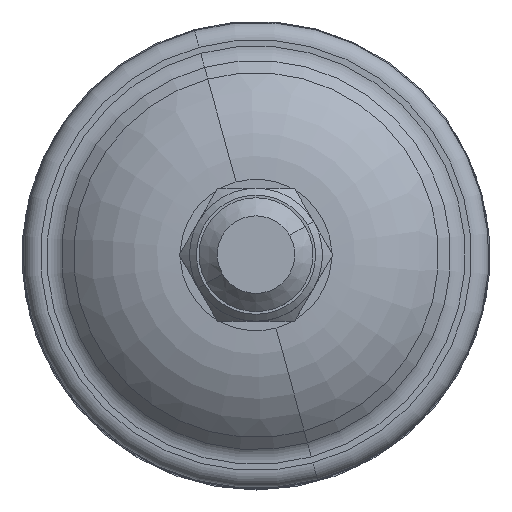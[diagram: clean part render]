
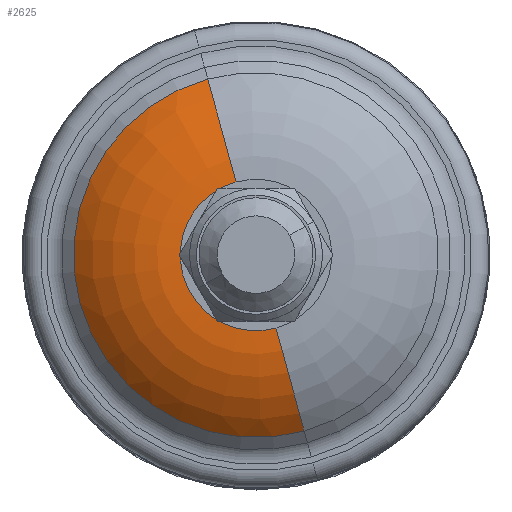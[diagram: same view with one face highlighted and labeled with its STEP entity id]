
A CAD part, top view. The second image highlights one B-rep face of the part: STEP entity #2625.
In plain terms, the highlighted toroidal (fillet/blend) face has major radius 10.84 mm and minor radius 22 mm.
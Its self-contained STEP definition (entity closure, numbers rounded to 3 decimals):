
#66 = CARTESIAN_POINT ( 'NONE',  ( 6.898, -25.196, 81.125 ) ) ;
#148 = VERTEX_POINT ( 'NONE', #2061 ) ;
#226 = CIRCLE ( 'NONE', #2965, 22. ) ;
#320 = DIRECTION ( 'NONE',  ( 0.965, 0.264, 0. ) ) ;
#638 = AXIS2_PLACEMENT_3D ( 'NONE', #791, #1773, #2687 ) ;
#754 = EDGE_LOOP ( 'NONE', ( #2544, #2683, #847, #2370 ) ) ;
#791 = CARTESIAN_POINT ( 'NONE',  ( 0., 0., 65.3 ) ) ;
#831 = AXIS2_PLACEMENT_3D ( 'NONE', #2239, #1805, #2734 ) ;
#847 = ORIENTED_EDGE ( 'NONE', *, *, #864, .T. ) ;
#864 = EDGE_CURVE ( 'NONE', #1522, #2537, #2424, .T. ) ;
#965 = CARTESIAN_POINT ( 'NONE',  ( -6.898, 25.196, 81.125 ) ) ;
#982 = CARTESIAN_POINT ( 'NONE',  ( -2.862, 10.455, 65.3 ) ) ;
#1236 = EDGE_CURVE ( 'NONE', #148, #2979, #226, .T. ) ;
#1497 = AXIS2_PLACEMENT_3D ( 'NONE', #982, #1698, #2632 ) ;
#1499 = FACE_OUTER_BOUND ( 'NONE', #754, .T. ) ;
#1511 = DIRECTION ( 'NONE',  ( -0.264, 0.965, 0. ) ) ;
#1522 = VERTEX_POINT ( 'NONE', #3029 ) ;
#1698 = DIRECTION ( 'NONE',  ( -0.965, -0.264, 0. ) ) ;
#1723 = CARTESIAN_POINT ( 'NONE',  ( 2.862, -10.455, 65.3 ) ) ;
#1773 = DIRECTION ( 'NONE',  ( 0., 0., -1. ) ) ;
#1805 = DIRECTION ( 'NONE',  ( 0., 0., -1. ) ) ;
#1809 = DIRECTION ( 'NONE',  ( -0.264, 0.965, 0. ) ) ;
#1896 = CIRCLE ( 'NONE', #2927, 10.84 ) ;
#1995 = DIRECTION ( 'NONE',  ( 0., 0., -1. ) ) ;
#2061 = CARTESIAN_POINT ( 'NONE',  ( 2.862, -10.455, 87.3 ) ) ;
#2222 = EDGE_CURVE ( 'NONE', #148, #1522, #1896, .T. ) ;
#2230 = CARTESIAN_POINT ( 'NONE',  ( 0., 0., 87.3 ) ) ;
#2239 = CARTESIAN_POINT ( 'NONE',  ( 0., 0., 81.125 ) ) ;
#2370 = ORIENTED_EDGE ( 'NONE', *, *, #2784, .F. ) ;
#2400 = CIRCLE ( 'NONE', #831, 26.123 ) ;
#2424 = CIRCLE ( 'NONE', #1497, 22. ) ;
#2537 = VERTEX_POINT ( 'NONE', #965 ) ;
#2544 = ORIENTED_EDGE ( 'NONE', *, *, #1236, .F. ) ;
#2601 = TOROIDAL_SURFACE ( 'NONE', #638, 10.84, 22. ) ;
#2625 = ADVANCED_FACE ( 'NONE', ( #1499 ), #2601, .T. ) ;
#2632 = DIRECTION ( 'NONE',  ( 0.264, -0.965, 0. ) ) ;
#2683 = ORIENTED_EDGE ( 'NONE', *, *, #2222, .T. ) ;
#2687 = DIRECTION ( 'NONE',  ( -0.264, 0.965, 0. ) ) ;
#2734 = DIRECTION ( 'NONE',  ( -0.264, 0.965, 0. ) ) ;
#2784 = EDGE_CURVE ( 'NONE', #2979, #2537, #2400, .T. ) ;
#2927 = AXIS2_PLACEMENT_3D ( 'NONE', #2230, #1995, #1809 ) ;
#2965 = AXIS2_PLACEMENT_3D ( 'NONE', #1723, #320, #1511 ) ;
#2979 = VERTEX_POINT ( 'NONE', #66 ) ;
#3029 = CARTESIAN_POINT ( 'NONE',  ( -2.862, 10.455, 87.3 ) ) ;
